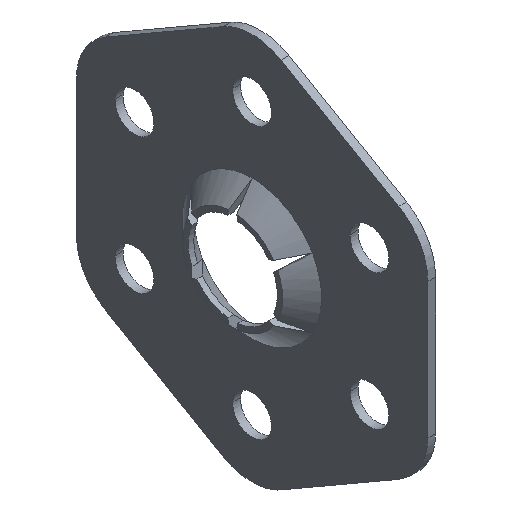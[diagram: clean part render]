
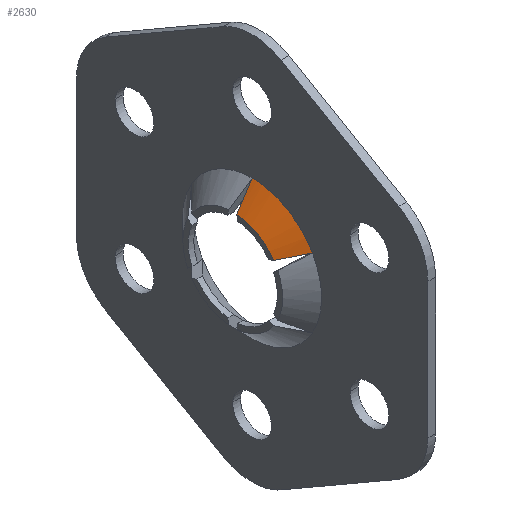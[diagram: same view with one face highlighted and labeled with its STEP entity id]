
A CAD part, isometric view. The second image highlights one B-rep face of the part: STEP entity #2630.
In plain terms, the highlighted free-form (B-spline) face has degree [1, 2] with [2, 3] control points.
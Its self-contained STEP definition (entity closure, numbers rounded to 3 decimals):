
#1509=CARTESIAN_POINT('',(-0.7,-1.061,0.729));
#1510=VERTEX_POINT('',#1509);
#1516=CARTESIAN_POINT('',(-0.7,-0.101,1.283));
#1517=VERTEX_POINT('',#1516);
#1518=CARTESIAN_POINT('',(-0.7,-1.061,0.729));
#1519=CARTESIAN_POINT('',(-0.7,-0.713,1.235));
#1520=CARTESIAN_POINT('',(-0.7,-0.101,1.283));
#1528=(BOUNDED_CURVE()B_SPLINE_CURVE(2,(#1518,#1519,#1520),.UNSPECIFIED.,.F.,.U.)CURVE()GEOMETRIC_REPRESENTATION_ITEM()QUASI_UNIFORM_CURVE()RATIONAL_B_SPLINE_CURVE((1.0,0.903,1.0))REPRESENTATION_ITEM(''));
#1529=EDGE_CURVE('',#1510,#1517,#1528,.T.);
#1553=CARTESIAN_POINT('',(-0.2,0.,1.791));
#1554=VERTEX_POINT('',#1553);
#2109=CARTESIAN_POINT('',(-0.2,-1.551,0.896));
#2110=VERTEX_POINT('',#2109);
#2111=CARTESIAN_POINT('',(-0.2,-1.551,0.896));
#2112=CARTESIAN_POINT('',(-0.2,-1.034,1.791));
#2113=CARTESIAN_POINT('',(-0.2,0.0,1.791));
#2121=(BOUNDED_CURVE()B_SPLINE_CURVE(2,(#2111,#2112,#2113),.UNSPECIFIED.,.F.,.U.)CURVE()GEOMETRIC_REPRESENTATION_ITEM()QUASI_UNIFORM_CURVE()RATIONAL_B_SPLINE_CURVE((1.0,0.866,1.0))REPRESENTATION_ITEM(''));
#2122=EDGE_CURVE('',#2110,#1554,#2121,.T.);
#2598=CARTESIAN_POINT('',(-0.713,-1.125,0.598));
#2599=CARTESIAN_POINT('',(-0.187,-1.593,0.847));
#2600=CARTESIAN_POINT('',(-0.713,-0.745,1.313));
#2601=CARTESIAN_POINT('',(-0.187,-1.055,1.859));
#2602=CARTESIAN_POINT('',(-0.713,0.063,1.273));
#2603=CARTESIAN_POINT('',(-0.187,0.09,1.802));
#2611=(BOUNDED_SURFACE()B_SPLINE_SURFACE(1,2,((#2598,#2600,#2602),(#2599,#2601,#2603)),.UNSPECIFIED.,.F.,.F.,.U.)B_SPLINE_SURFACE_WITH_KNOTS((2,2),(3,3),(0.0,1.0),(0.0,2.099),.UNSPECIFIED.)GEOMETRIC_REPRESENTATION_ITEM()RATIONAL_B_SPLINE_SURFACE(((1.0,0.844,0.999),(1.0,0.844,0.999)))REPRESENTATION_ITEM('')SURFACE());
#2612=ORIENTED_EDGE('',*,*,#1529,.F.);
#2613=CARTESIAN_POINT('',(-0.7,-1.061,0.729));
#2614=CARTESIAN_POINT('',(-0.534,-1.225,0.785));
#2615=CARTESIAN_POINT('',(-0.367,-1.388,0.84));
#2616=CARTESIAN_POINT('',(-0.2,-1.551,0.896));
#2617=QUASI_UNIFORM_CURVE('',3,(#2613,#2614,#2615,#2616),.UNSPECIFIED.,.F.,.U.);
#2618=EDGE_CURVE('',#1510,#2110,#2617,.T.);
#2619=ORIENTED_EDGE('',*,*,#2618,.T.);
#2620=ORIENTED_EDGE('',*,*,#2122,.T.);
#2621=CARTESIAN_POINT('',(-0.2,0.,1.791));
#2622=CARTESIAN_POINT('',(-0.367,-0.034,1.623));
#2623=CARTESIAN_POINT('',(-0.534,-0.067,1.453));
#2624=CARTESIAN_POINT('',(-0.7,-0.101,1.283));
#2625=QUASI_UNIFORM_CURVE('',3,(#2621,#2622,#2623,#2624),.UNSPECIFIED.,.F.,.U.);
#2626=EDGE_CURVE('',#1554,#1517,#2625,.T.);
#2627=ORIENTED_EDGE('',*,*,#2626,.T.);
#2628=EDGE_LOOP('',(#2612,#2619,#2620,#2627));
#2629=FACE_OUTER_BOUND('',#2628,.T.);
#2630=ADVANCED_FACE('',(#2629),#2611,.T.);
